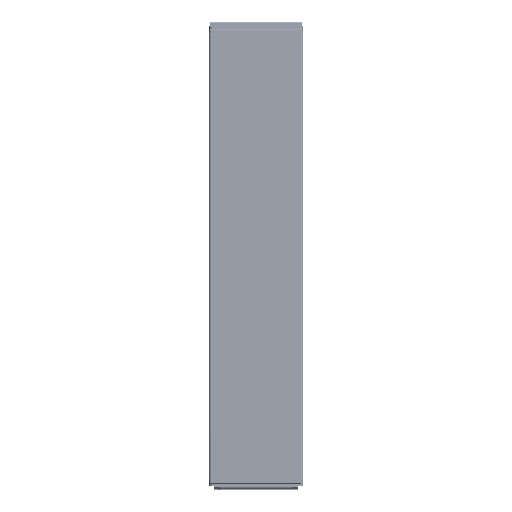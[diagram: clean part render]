
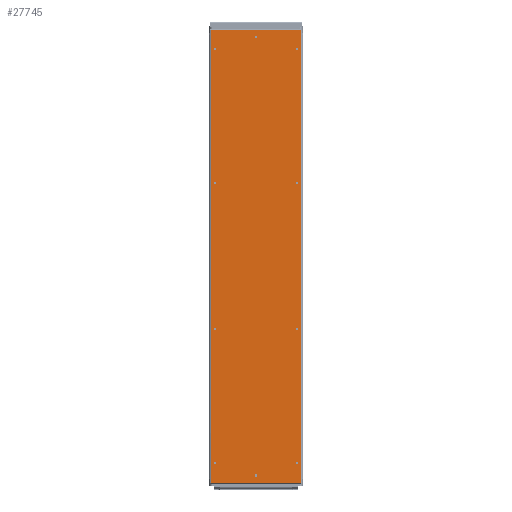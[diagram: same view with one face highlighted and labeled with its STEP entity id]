
A CAD part, top view. The second image highlights one B-rep face of the part: STEP entity #27745.
In plain terms, the highlighted face is planar.
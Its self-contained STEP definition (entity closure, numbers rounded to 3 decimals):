
#6260=FACE_BOUND('',#38954,.T.);
#6261=FACE_BOUND('',#38955,.T.);
#6262=FACE_BOUND('',#38956,.T.);
#6263=FACE_BOUND('',#38957,.T.);
#6264=FACE_BOUND('',#38958,.T.);
#6265=FACE_BOUND('',#38959,.T.);
#6266=FACE_BOUND('',#38960,.T.);
#6267=FACE_BOUND('',#38961,.T.);
#6268=FACE_BOUND('',#38962,.T.);
#6269=FACE_BOUND('',#38963,.T.);
#6270=FACE_BOUND('',#38964,.T.);
#9009=PLANE('',#100429);
#27745=ADVANCED_FACE('F27',(#6260,#6261,#6262,#6263,#6264,#6265,#6266,#6267,
#6268,#6269,#6270),#9009,.T.);
#38954=EDGE_LOOP('',(#59546,#59547,#59548,#59549));
#38955=EDGE_LOOP('',(#59550));
#38956=EDGE_LOOP('',(#59551));
#38957=EDGE_LOOP('',(#59552));
#38958=EDGE_LOOP('',(#59553));
#38959=EDGE_LOOP('',(#59554));
#38960=EDGE_LOOP('',(#59555));
#38961=EDGE_LOOP('',(#59556));
#38962=EDGE_LOOP('',(#59557));
#38963=EDGE_LOOP('',(#59558));
#38964=EDGE_LOOP('',(#59559));
#46229=B_SPLINE_CURVE_WITH_KNOTS('',1,(#171235,#171236),.UNSPECIFIED.,.F.,
 .F.,(2,2),(0.,1.),.UNSPECIFIED.);
#46234=B_SPLINE_CURVE_WITH_KNOTS('',1,(#171276,#171277),.UNSPECIFIED.,.F.,
 .F.,(2,2),(0.,1.),.UNSPECIFIED.);
#46235=B_SPLINE_CURVE_WITH_KNOTS('',1,(#171283,#171284),.UNSPECIFIED.,.F.,
 .F.,(2,2),(0.,1.),.UNSPECIFIED.);
#46236=B_SPLINE_CURVE_WITH_KNOTS('',1,(#171286,#171287),.UNSPECIFIED.,.F.,
 .F.,(2,2),(0.,1.),.UNSPECIFIED.);
#59546=ORIENTED_EDGE('',*,*,#88692,.T.);
#59547=ORIENTED_EDGE('',*,*,#88676,.T.);
#59548=ORIENTED_EDGE('',*,*,#88694,.T.);
#59549=ORIENTED_EDGE('',*,*,#88695,.T.);
#59550=ORIENTED_EDGE('',*,*,#88629,.T.);
#59551=ORIENTED_EDGE('',*,*,#88621,.T.);
#59552=ORIENTED_EDGE('',*,*,#88618,.T.);
#59553=ORIENTED_EDGE('',*,*,#88615,.T.);
#59554=ORIENTED_EDGE('',*,*,#88612,.T.);
#59555=ORIENTED_EDGE('',*,*,#88609,.T.);
#59556=ORIENTED_EDGE('',*,*,#88606,.T.);
#59557=ORIENTED_EDGE('',*,*,#88603,.T.);
#59558=ORIENTED_EDGE('',*,*,#88600,.T.);
#59559=ORIENTED_EDGE('',*,*,#88597,.T.);
#77721=VERTEX_POINT('',#171049);
#77723=VERTEX_POINT('',#171055);
#77725=VERTEX_POINT('',#171061);
#77727=VERTEX_POINT('',#171067);
#77729=VERTEX_POINT('',#171073);
#77731=VERTEX_POINT('',#171079);
#77733=VERTEX_POINT('',#171085);
#77735=VERTEX_POINT('',#171091);
#77737=VERTEX_POINT('',#171097);
#77743=VERTEX_POINT('',#171117);
#77773=VERTEX_POINT('',#171230);
#77774=VERTEX_POINT('',#171237);
#77785=VERTEX_POINT('',#171278);
#77786=VERTEX_POINT('',#171285);
#88597=EDGE_CURVE('E107',#77721,#77721,#96621,.T.);
#88600=EDGE_CURVE('E106',#77723,#77723,#96623,.T.);
#88603=EDGE_CURVE('E105',#77725,#77725,#96625,.T.);
#88606=EDGE_CURVE('E104',#77727,#77727,#96627,.T.);
#88609=EDGE_CURVE('E103',#77729,#77729,#96629,.T.);
#88612=EDGE_CURVE('E102',#77731,#77731,#96631,.T.);
#88615=EDGE_CURVE('E101',#77733,#77733,#96633,.T.);
#88618=EDGE_CURVE('E100',#77735,#77735,#96635,.T.);
#88621=EDGE_CURVE('E99',#77737,#77737,#96637,.T.);
#88629=EDGE_CURVE('E98',#77743,#77743,#96640,.T.);
#88676=EDGE_CURVE('E64',#77774,#77773,#46229,.T.);
#88692=EDGE_CURVE('E78',#77785,#77774,#46234,.T.);
#88694=EDGE_CURVE('E71',#77773,#77786,#46235,.T.);
#88695=EDGE_CURVE('E60',#77786,#77785,#46236,.T.);
#96621=CIRCLE('',#100373,5.);
#96623=CIRCLE('',#100376,5.);
#96625=CIRCLE('',#100379,5.);
#96627=CIRCLE('',#100382,5.);
#96629=CIRCLE('',#100385,5.);
#96631=CIRCLE('',#100388,5.);
#96633=CIRCLE('',#100391,5.);
#96635=CIRCLE('',#100394,5.);
#96637=CIRCLE('',#100397,5.);
#96640=CIRCLE('',#100402,5.);
#100373=AXIS2_PLACEMENT_3D('',#171050,#110914,#110915);
#100376=AXIS2_PLACEMENT_3D('',#171056,#110921,#110922);
#100379=AXIS2_PLACEMENT_3D('',#171062,#110928,#110929);
#100382=AXIS2_PLACEMENT_3D('',#171068,#110935,#110936);
#100385=AXIS2_PLACEMENT_3D('',#171074,#110942,#110943);
#100388=AXIS2_PLACEMENT_3D('',#171080,#110949,#110950);
#100391=AXIS2_PLACEMENT_3D('',#171086,#110956,#110957);
#100394=AXIS2_PLACEMENT_3D('',#171092,#110963,#110964);
#100397=AXIS2_PLACEMENT_3D('',#171098,#110970,#110971);
#100402=AXIS2_PLACEMENT_3D('',#171118,#110981,#110982);
#100429=AXIS2_PLACEMENT_3D('',#171288,#111070,#111071);
#110914=DIRECTION('',(0.,0.,1.));
#110915=DIRECTION('',(1.,0.,0.));
#110921=DIRECTION('',(0.,0.,1.));
#110922=DIRECTION('',(1.,0.,0.));
#110928=DIRECTION('',(0.,0.,1.));
#110929=DIRECTION('',(1.,0.,0.));
#110935=DIRECTION('',(0.,0.,1.));
#110936=DIRECTION('',(1.,0.,0.));
#110942=DIRECTION('',(0.,0.,1.));
#110943=DIRECTION('',(1.,0.,0.));
#110949=DIRECTION('',(0.,0.,1.));
#110950=DIRECTION('',(1.,0.,0.));
#110956=DIRECTION('',(0.,0.,1.));
#110957=DIRECTION('',(1.,0.,0.));
#110963=DIRECTION('',(0.,0.,1.));
#110964=DIRECTION('',(1.,0.,0.));
#110970=DIRECTION('',(0.,0.,1.));
#110971=DIRECTION('',(1.,0.,0.));
#110981=DIRECTION('',(0.,0.,1.));
#110982=DIRECTION('',(1.,0.,0.));
#111070=DIRECTION('',(0.,0.,-1.));
#111071=DIRECTION('',(1.,0.,0.));
#171049=CARTESIAN_POINT('',(400.768,-1200.929,-641.788));
#171050=CARTESIAN_POINT('',(400.768,-1205.929,-641.788));
#171055=CARTESIAN_POINT('',(-174.232,-1200.929,-641.788));
#171056=CARTESIAN_POINT('',(-174.232,-1205.929,-641.788));
#171061=CARTESIAN_POINT('',(-1426.732,-1377.929,-641.788));
#171062=CARTESIAN_POINT('',(-1426.732,-1382.929,-641.788));
#171067=CARTESIAN_POINT('',(453.268,-1377.929,-641.788));
#171068=CARTESIAN_POINT('',(453.268,-1382.929,-641.788));
#171073=CARTESIAN_POINT('',(-799.232,-1200.929,-641.788));
#171074=CARTESIAN_POINT('',(-799.232,-1205.929,-641.788));
#171079=CARTESIAN_POINT('',(-1374.232,-1200.929,-641.788));
#171080=CARTESIAN_POINT('',(-1374.232,-1205.929,-641.788));
#171085=CARTESIAN_POINT('',(-1374.232,-1554.929,-641.788));
#171086=CARTESIAN_POINT('',(-1374.232,-1559.929,-641.788));
#171091=CARTESIAN_POINT('',(-799.232,-1554.929,-641.788));
#171092=CARTESIAN_POINT('',(-799.232,-1559.929,-641.788));
#171097=CARTESIAN_POINT('',(-174.232,-1554.929,-641.788));
#171098=CARTESIAN_POINT('',(-174.232,-1559.929,-641.788));
#171117=CARTESIAN_POINT('',(400.768,-1554.929,-641.788));
#171118=CARTESIAN_POINT('',(400.768,-1559.929,-641.788));
#171230=CARTESIAN_POINT('',(484.768,-1576.429,-641.788));
#171235=CARTESIAN_POINT('',(484.768,-1189.429,-641.788));
#171236=CARTESIAN_POINT('',(484.768,-1576.429,-641.788));
#171237=CARTESIAN_POINT('',(484.768,-1189.429,-641.788));
#171276=CARTESIAN_POINT('',(-1458.232,-1189.429,-641.788));
#171277=CARTESIAN_POINT('',(484.768,-1189.429,-641.788));
#171278=CARTESIAN_POINT('',(-1458.232,-1189.429,-641.788));
#171283=CARTESIAN_POINT('',(484.768,-1576.429,-641.788));
#171284=CARTESIAN_POINT('',(-1458.232,-1576.429,-641.788));
#171285=CARTESIAN_POINT('',(-1458.232,-1576.429,-641.788));
#171286=CARTESIAN_POINT('',(-1458.232,-1576.429,-641.788));
#171287=CARTESIAN_POINT('',(-1458.232,-1189.429,-641.788));
#171288=CARTESIAN_POINT('',(-1458.232,-1189.429,-641.788));
